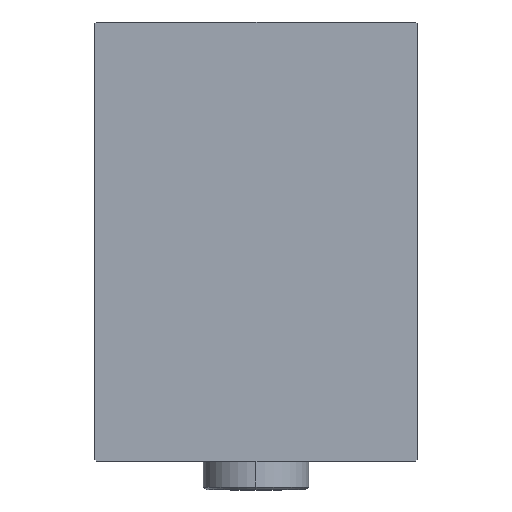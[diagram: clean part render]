
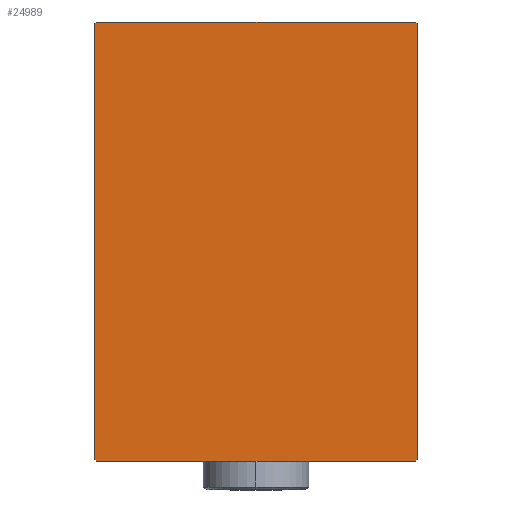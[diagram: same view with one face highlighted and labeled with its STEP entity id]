
A CAD part, left-side view. The second image highlights one B-rep face of the part: STEP entity #24989.
In plain terms, the highlighted face is planar.
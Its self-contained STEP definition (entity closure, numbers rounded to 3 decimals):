
#323 = EDGE_CURVE ( 'NONE', #3491, #2317, #7108, .T. ) ;
#533 = VERTEX_POINT ( 'NONE', #12212 ) ;
#778 = VECTOR ( 'NONE', #27568, 1000. ) ;
#1987 = EDGE_LOOP ( 'NONE', ( #16217, #25225, #13114, #41157, #22673, #15896, #40579, #12944 ) ) ;
#2317 = VERTEX_POINT ( 'NONE', #41379 ) ;
#2359 = DIRECTION ( 'NONE',  ( 0., 0., -1. ) ) ;
#3177 = DIRECTION ( 'NONE',  ( 0., 0.707, -0.707 ) ) ;
#3491 = VERTEX_POINT ( 'NONE', #28227 ) ;
#3593 = CARTESIAN_POINT ( 'NONE',  ( 75., -27.2, -37.5 ) ) ;
#6331 = DIRECTION ( 'NONE',  ( 1., 0., 0. ) ) ;
#6527 = EDGE_CURVE ( 'NONE', #12179, #533, #43729, .T. ) ;
#7108 = LINE ( 'NONE', #24010, #778 ) ;
#7871 = VERTEX_POINT ( 'NONE', #13637 ) ;
#9030 = CARTESIAN_POINT ( 'NONE',  ( 75., 0., 0. ) ) ;
#9429 = CARTESIAN_POINT ( 'NONE',  ( 75., -32.35, -32.35 ) ) ;
#9618 = LINE ( 'NONE', #36955, #20841 ) ;
#10419 = CARTESIAN_POINT ( 'NONE',  ( 75., -27.5, 37.5 ) ) ;
#10889 = EDGE_CURVE ( 'NONE', #17823, #12179, #17668, .T. ) ;
#12179 = VERTEX_POINT ( 'NONE', #16668 ) ;
#12212 = CARTESIAN_POINT ( 'NONE',  ( 75., -27.5, 37.2 ) ) ;
#12626 = DIRECTION ( 'NONE',  ( 0., 0.707, 0.707 ) ) ;
#12898 = VECTOR ( 'NONE', #12626, 1000. ) ;
#12944 = ORIENTED_EDGE ( 'NONE', *, *, #35090, .T. ) ;
#13114 = ORIENTED_EDGE ( 'NONE', *, *, #323, .T. ) ;
#13637 = CARTESIAN_POINT ( 'NONE',  ( 75., 27.2, -37.5 ) ) ;
#13816 = EDGE_CURVE ( 'NONE', #2317, #17823, #9618, .T. ) ;
#14981 = LINE ( 'NONE', #28535, #36127 ) ;
#15896 = ORIENTED_EDGE ( 'NONE', *, *, #6527, .T. ) ;
#15955 = LINE ( 'NONE', #29730, #12898 ) ;
#16217 = ORIENTED_EDGE ( 'NONE', *, *, #33080, .T. ) ;
#16351 = PLANE ( 'NONE',  #22461 ) ;
#16668 = CARTESIAN_POINT ( 'NONE',  ( 75., -27.2, 37.5 ) ) ;
#17486 = VERTEX_POINT ( 'NONE', #3593 ) ;
#17542 = DIRECTION ( 'NONE',  ( 0., 0., -1. ) ) ;
#17668 = LINE ( 'NONE', #20565, #26520 ) ;
#17823 = VERTEX_POINT ( 'NONE', #24841 ) ;
#19915 = FACE_OUTER_BOUND ( 'NONE', #1987, .T. ) ;
#20266 = VERTEX_POINT ( 'NONE', #22815 ) ;
#20565 = CARTESIAN_POINT ( 'NONE',  ( 75., 27.5, 37.5 ) ) ;
#20575 = VECTOR ( 'NONE', #3177, 1000. ) ;
#20841 = VECTOR ( 'NONE', #29847, 1000. ) ;
#22461 = AXIS2_PLACEMENT_3D ( 'NONE', #9030, #6331, #2359 ) ;
#22673 = ORIENTED_EDGE ( 'NONE', *, *, #10889, .T. ) ;
#22815 = CARTESIAN_POINT ( 'NONE',  ( 75., -27.5, -37.2 ) ) ;
#22881 = CARTESIAN_POINT ( 'NONE',  ( 75., -32.35, 32.35 ) ) ;
#24010 = CARTESIAN_POINT ( 'NONE',  ( 75., 27.5, -37.5 ) ) ;
#24249 = VECTOR ( 'NONE', #17542, 1000. ) ;
#24841 = CARTESIAN_POINT ( 'NONE',  ( 75., 27.2, 37.5 ) ) ;
#24989 = ADVANCED_FACE ( 'NONE', ( #19915 ), #16351, .T. ) ;
#25013 = VECTOR ( 'NONE', #33526, 1000. ) ;
#25225 = ORIENTED_EDGE ( 'NONE', *, *, #43799, .T. ) ;
#26520 = VECTOR ( 'NONE', #34779, 1000. ) ;
#27568 = DIRECTION ( 'NONE',  ( 0., 0., 1. ) ) ;
#28227 = CARTESIAN_POINT ( 'NONE',  ( 75., 27.5, -37.2 ) ) ;
#28535 = CARTESIAN_POINT ( 'NONE',  ( 75., -27.5, -37.5 ) ) ;
#29730 = CARTESIAN_POINT ( 'NONE',  ( 75., 32.35, -32.35 ) ) ;
#29847 = DIRECTION ( 'NONE',  ( 0., -0.707, 0.707 ) ) ;
#31437 = DIRECTION ( 'NONE',  ( 0., 1., 0. ) ) ;
#33080 = EDGE_CURVE ( 'NONE', #17486, #7871, #14981, .T. ) ;
#33526 = DIRECTION ( 'NONE',  ( 0., -0.707, -0.707 ) ) ;
#34779 = DIRECTION ( 'NONE',  ( 0., -1., 0. ) ) ;
#35090 = EDGE_CURVE ( 'NONE', #20266, #17486, #39877, .T. ) ;
#36127 = VECTOR ( 'NONE', #31437, 1000. ) ;
#36955 = CARTESIAN_POINT ( 'NONE',  ( 75., 32.35, 32.35 ) ) ;
#37536 = LINE ( 'NONE', #10419, #24249 ) ;
#39877 = LINE ( 'NONE', #9429, #20575 ) ;
#40579 = ORIENTED_EDGE ( 'NONE', *, *, #43688, .T. ) ;
#41157 = ORIENTED_EDGE ( 'NONE', *, *, #13816, .T. ) ;
#41379 = CARTESIAN_POINT ( 'NONE',  ( 75., 27.5, 37.2 ) ) ;
#43688 = EDGE_CURVE ( 'NONE', #533, #20266, #37536, .T. ) ;
#43729 = LINE ( 'NONE', #22881, #25013 ) ;
#43799 = EDGE_CURVE ( 'NONE', #7871, #3491, #15955, .T. ) ;
